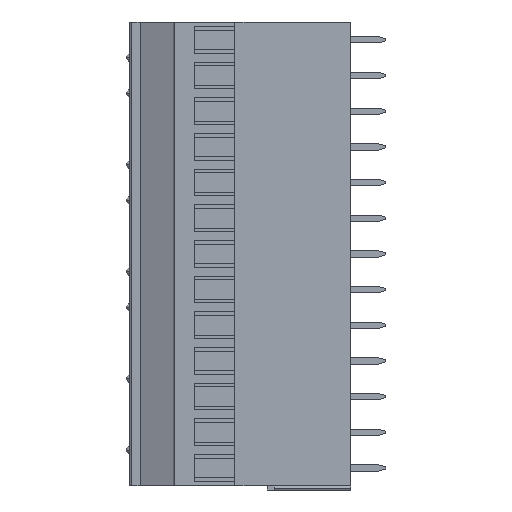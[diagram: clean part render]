
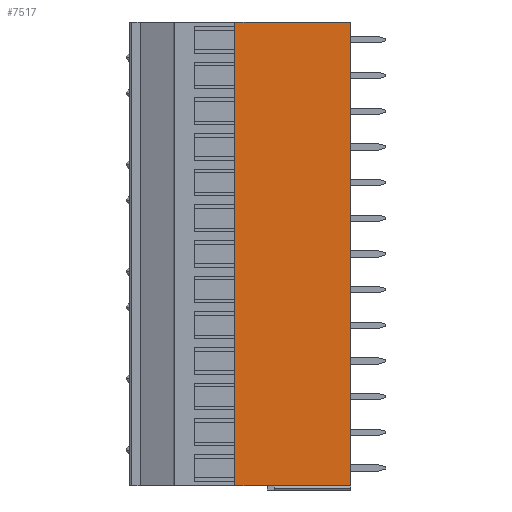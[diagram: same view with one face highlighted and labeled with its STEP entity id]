
A CAD part, left-side view. The second image highlights one B-rep face of the part: STEP entity #7517.
In plain terms, the highlighted planar face has unit normal (-1, 0, 0).
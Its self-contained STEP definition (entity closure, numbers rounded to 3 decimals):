
#40=DIRECTION('',(0.,-1.,0.));
#41=VECTOR('',#40,16.5);
#42=CARTESIAN_POINT('',(-5.55,0.75,63.5));
#43=LINE('',#42,#41);
#156=DIRECTION('',(0.,0.,-1.));
#157=VECTOR('',#156,66.04);
#158=CARTESIAN_POINT('',(-5.55,-15.75,63.5));
#159=LINE('',#158,#157);
#888=DIRECTION('',(0.,0.,-1.));
#889=VECTOR('',#888,66.04);
#890=CARTESIAN_POINT('',(-5.55,0.75,63.5));
#891=LINE('',#890,#889);
#956=DIRECTION('',(0.,-1.,0.));
#957=VECTOR('',#956,16.5);
#958=CARTESIAN_POINT('',(-5.55,0.75,-2.54));
#959=LINE('',#958,#957);
#5074=CARTESIAN_POINT('',(-5.55,0.75,63.5));
#5075=CARTESIAN_POINT('',(-5.55,-15.75,63.5));
#5076=VERTEX_POINT('',#5074);
#5077=VERTEX_POINT('',#5075);
#5098=CARTESIAN_POINT('',(-5.55,0.75,-2.54));
#5099=CARTESIAN_POINT('',(-5.55,-15.75,-2.54));
#5100=VERTEX_POINT('',#5098);
#5101=VERTEX_POINT('',#5099);
#7505=CARTESIAN_POINT('',(-5.55,0.75,63.5));
#7506=DIRECTION('',(-1.,0.,0.));
#7507=DIRECTION('',(0.,-1.,0.));
#7508=AXIS2_PLACEMENT_3D('',#7505,#7506,#7507);
#7509=PLANE('',#7508);
#7510=ORIENTED_EDGE('',*,*,#6555,.T.);
#7511=ORIENTED_EDGE('',*,*,#6644,.T.);
#7513=ORIENTED_EDGE('',*,*,#7512,.F.);
#7514=ORIENTED_EDGE('',*,*,#7200,.F.);
#7515=EDGE_LOOP('',(#7510,#7511,#7513,#7514));
#7516=FACE_OUTER_BOUND('',#7515,.F.);
#6555=EDGE_CURVE('',#5076,#5077,#43,.T.);
#6644=EDGE_CURVE('',#5077,#5101,#159,.T.);
#7200=EDGE_CURVE('',#5076,#5100,#891,.T.);
#7512=EDGE_CURVE('',#5100,#5101,#959,.T.);
#7517=ADVANCED_FACE('',(#7516),#7509,.T.);
